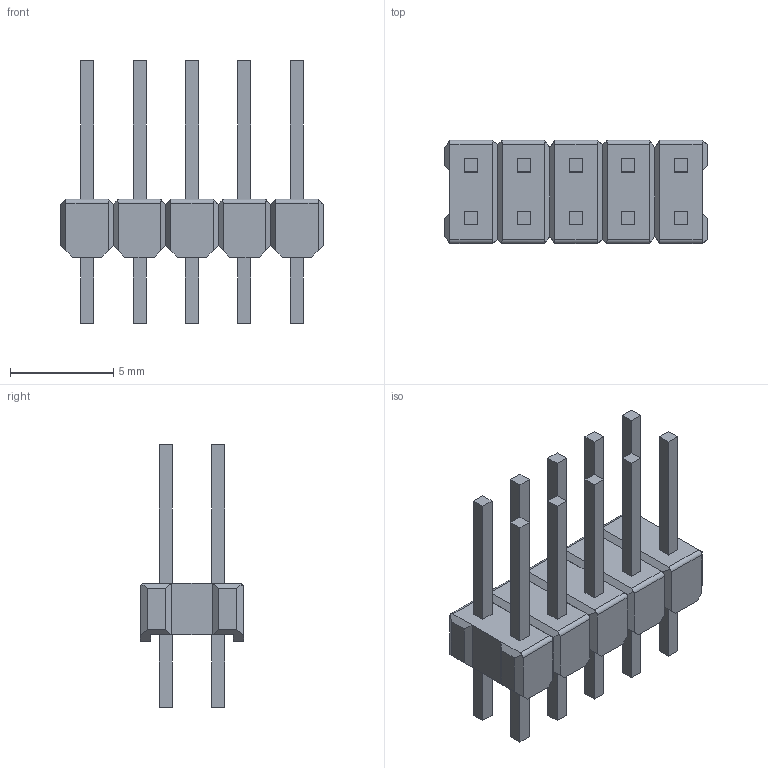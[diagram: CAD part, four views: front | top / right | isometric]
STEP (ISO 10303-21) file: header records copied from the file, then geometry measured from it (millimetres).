
FILE_DESCRIPTION((''),'2;1');
FILE_NAME('C-826632-5','2017-03-30T',('workeradm'),('Tyco Electronics Ltd.'),'CREO PARAMETRIC BY PTC INC, 2016050','CREO PARAMETRIC BY PTC INC, 2016050','');
FILE_SCHEMA(('AUTOMOTIVE_DESIGN { 1 0 10303 214 1 1 1 1 }'));
Length unit declared in the file: millimetre
Products named in the file (1): C-826632-5
Bounding box: 12.7 x 5 x 12.7 mm (x, y, z)
Volume: 194.5 mm3; surface area: 487.8 mm2
Topology: 1 solids, 1 shells, 204 faces, 522 edges, 340 vertices
Faces by surface type: plane 194, cylinder 10
Entity records: 6240 total; most frequent: CARTESIAN_POINT 1198, ORIENTED_EDGE 1044, DIRECTION 890, EDGE_CURVE 522, VECTOR 482, LINE 482, VERTEX_POINT 340, EDGE_LOOP 224
